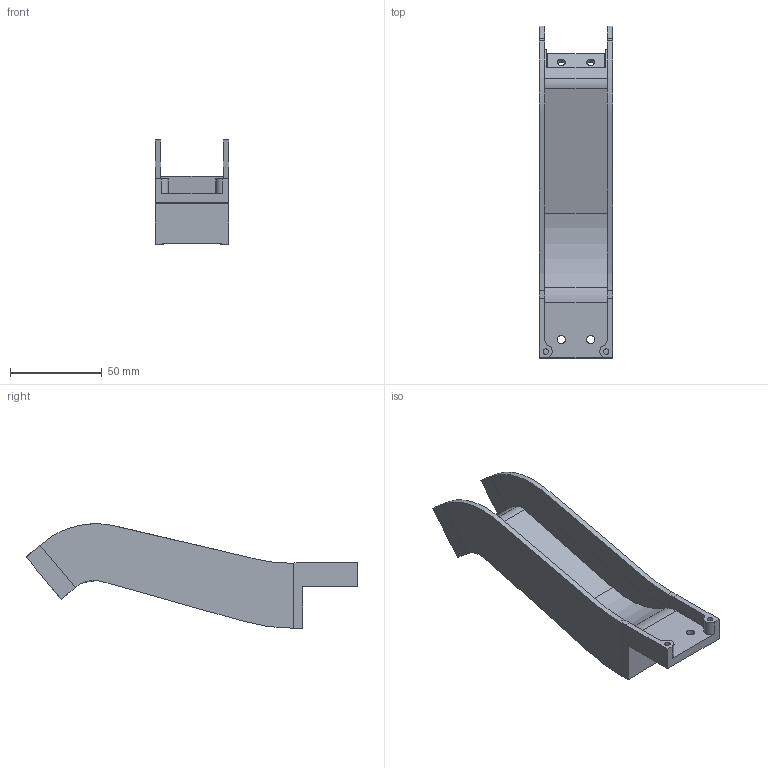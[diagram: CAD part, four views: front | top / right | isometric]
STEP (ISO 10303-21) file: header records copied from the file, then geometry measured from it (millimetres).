
FILE_DESCRIPTION(/* description */ (''),/* implementation_level */ '2;1');
FILE_NAME(/* name */ 'plasma_arm_foot_modular.stp',/* time_stamp */ '2022-02-07T22:05:24+01:00',/* author */ ('larsn'),/* organization */ (''),/* preprocessor_version */ 'ST-DEVELOPER v18.1',/* originating_system */ 'Autodesk Inventor 2022',/* authorisation */ '');
FILE_SCHEMA (('AUTOMOTIVE_DESIGN { 1 0 10303 214 3 1 1 }'));
Length unit declared in the file: millimetre
Products named in the file (1): Halter_new_v1
Bounding box: 39.9 x 180.79 x 56.92 mm (x, y, z)
Volume: 91890.4 mm3; surface area: 33237.2 mm2
Topology: 1 solids, 1 shells, 92 faces, 262 edges, 170 vertices
Faces by surface type: cylinder 41, plane 32, bspline 19
Full cylindrical faces by diameter (mm): 2.9 x2, 4.5 x4
Entity records: 4209 total; most frequent: CARTESIAN_POINT 1911, ORIENTED_EDGE 516, DIRECTION 409, EDGE_CURVE 258, VERTEX_POINT 170, AXIS2_PLACEMENT_3D 151, LINE 107, VECTOR 107
